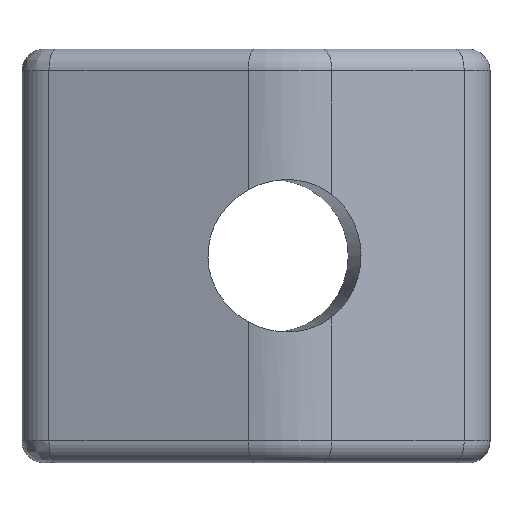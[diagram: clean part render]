
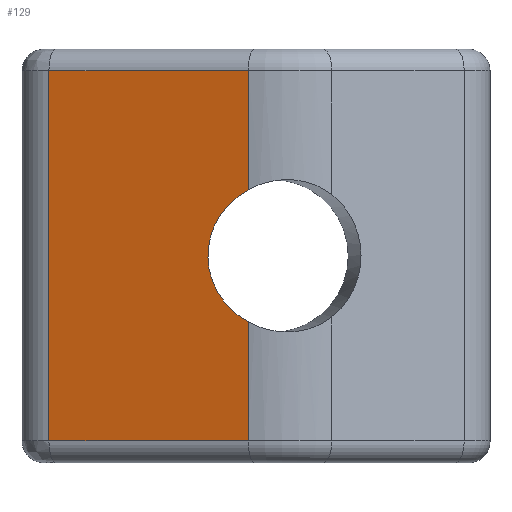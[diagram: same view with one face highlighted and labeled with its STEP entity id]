
A CAD part, top view. The second image highlights one B-rep face of the part: STEP entity #129.
In plain terms, the highlighted planar face has unit normal (-0.292, 0, 0.956).
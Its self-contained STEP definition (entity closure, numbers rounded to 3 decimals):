
#129=ADVANCED_FACE('',(#267),#268,.F.);
#267=FACE_OUTER_BOUND('',#520,.T.);
#268=PLANE('',#521);
#520=EDGE_LOOP('',(#845,#846,#847,#848,#849,#850));
#521=AXIS2_PLACEMENT_3D('',#851,#852,#853);
#845=ORIENTED_EDGE('',*,*,#994,.F.);
#846=ORIENTED_EDGE('',*,*,#1092,.T.);
#847=ORIENTED_EDGE('',*,*,#971,.T.);
#848=ORIENTED_EDGE('',*,*,#1056,.F.);
#849=ORIENTED_EDGE('',*,*,#1019,.T.);
#850=ORIENTED_EDGE('',*,*,#1083,.T.);
#851=CARTESIAN_POINT('',(-22.216,-19.,9.519));
#852=DIRECTION('',(0.292,0.,-0.956));
#853=DIRECTION('',(0.,1.,0.));
#971=EDGE_CURVE('',#1122,#1120,#1123,.T.);
#994=EDGE_CURVE('',#1161,#1163,#1164,.T.);
#1019=EDGE_CURVE('',#1197,#1202,#1204,.T.);
#1056=EDGE_CURVE('',#1197,#1120,#1257,.T.);
#1083=EDGE_CURVE('',#1202,#1163,#1289,.T.);
#1092=EDGE_CURVE('',#1161,#1122,#1299,.T.);
#1120=VERTEX_POINT('',#1329);
#1122=VERTEX_POINT('',#1331);
#1123=LINE('',#1332,#1333);
#1161=VERTEX_POINT('',#1381);
#1163=VERTEX_POINT('',#1400);
#1164=ELLIPSE('',#1401,7.724,7.);
#1197=VERTEX_POINT('',#1463);
#1202=VERTEX_POINT('',#1469);
#1204=LINE('',#1471,#1472);
#1257=LINE('',#1551,#1552);
#1289=LINE('',#1603,#1604);
#1299=LINE('',#1614,#1615);
#1329=CARTESIAN_POINT('',(-40.523,17.,3.922));
#1331=CARTESIAN_POINT('',(-22.216,17.,9.519));
#1332=CARTESIAN_POINT('',(-22.216,17.,9.519));
#1333=VECTOR('',#1651,1.);
#1381=CARTESIAN_POINT('',(-22.216,6.066,9.519));
#1400=CARTESIAN_POINT('',(-22.216,-6.066,9.519));
#1401=AXIS2_PLACEMENT_3D('',#1690,#1691,#1692);
#1463=CARTESIAN_POINT('',(-40.523,-17.,3.922));
#1469=CARTESIAN_POINT('',(-22.216,-17.,9.519));
#1471=CARTESIAN_POINT('',(-22.216,-17.,9.519));
#1472=VECTOR('',#1728,1.);
#1551=CARTESIAN_POINT('',(-40.523,-19.,3.922));
#1552=VECTOR('',#1781,1.);
#1603=CARTESIAN_POINT('',(-22.216,-19.,9.519));
#1604=VECTOR('',#1818,1.);
#1614=CARTESIAN_POINT('',(-22.216,-19.,9.519));
#1615=VECTOR('',#1834,1.);
#1651=DIRECTION('',(-0.956,0.,-0.292));
#1690=CARTESIAN_POINT('',(-18.529,0.,10.646));
#1691=DIRECTION('',(-0.292,0.,0.956));
#1692=DIRECTION('',(-0.956,0.,-0.292));
#1728=DIRECTION('',(0.956,0.,0.292));
#1781=DIRECTION('',(0.,1.,0.));
#1818=DIRECTION('',(0.,1.,0.));
#1834=DIRECTION('',(0.,1.,0.));
